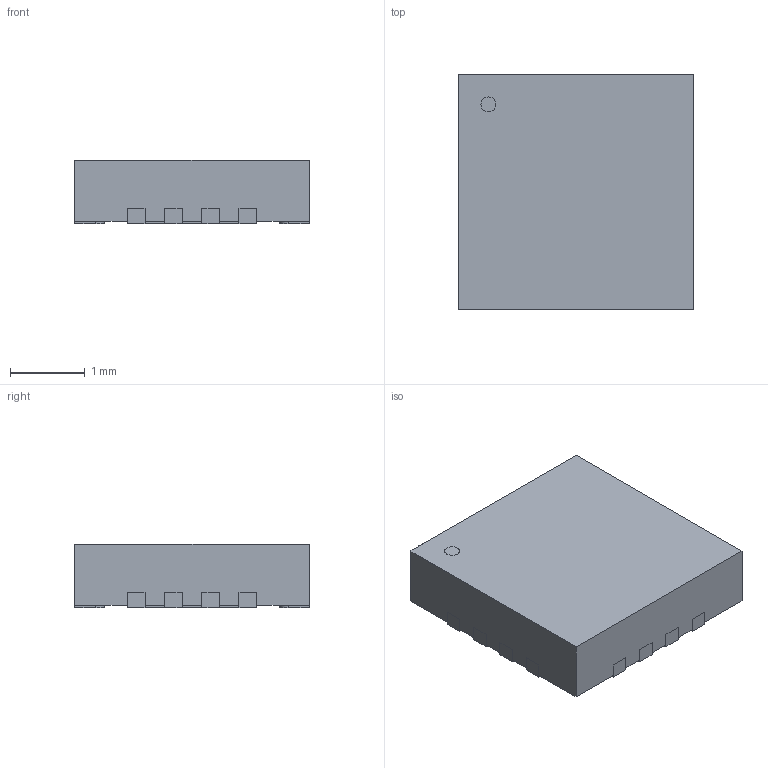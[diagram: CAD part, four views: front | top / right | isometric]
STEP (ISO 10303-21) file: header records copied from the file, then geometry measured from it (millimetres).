
FILE_DESCRIPTION((''),'2;1');
FILE_NAME('QFN50P300X300X85-17N-S160.stp','2011-07-07T12:44:26',(''),(''),'Mechanical Desktop 2011','Mechanical Desktop 2011',', , ');
FILE_SCHEMA(('AUTOMOTIVE_DESIGN { 1 2 10303 214 1 1 1 1 }'));
Length unit declared in the file: millimetre
Products named in the file (1): Product
Bounding box: 3.15 x 3.15 x 0.85 mm (x, y, z)
Volume: 8.3 mm3; surface area: 46.3 mm2
Topology: 19 solids, 19 shells, 184 faces, 432 edges, 288 vertices
Faces by surface type: plane 148, cylinder 36
Entity records: 5269 total; most frequent: CARTESIAN_POINT 905, DIRECTION 874, ORIENTED_EDGE 864, EDGE_CURVE 432, VECTOR 360, LINE 360, VERTEX_POINT 288, AXIS2_PLACEMENT_3D 257
